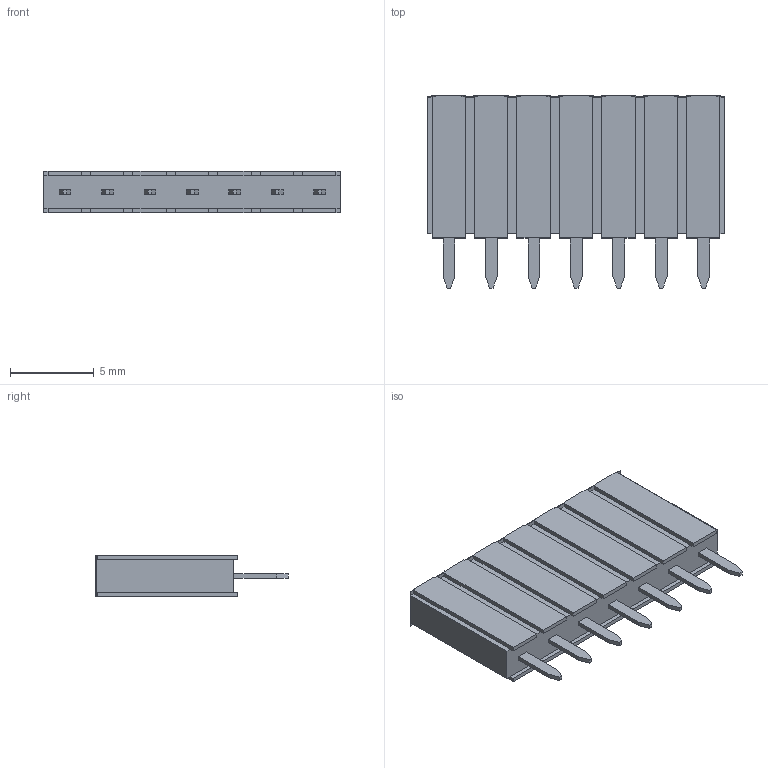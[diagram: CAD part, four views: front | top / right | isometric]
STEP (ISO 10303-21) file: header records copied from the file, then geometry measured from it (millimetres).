
FILE_DESCRIPTION(/* description */ (''),/* implementation_level */ '2;1');
FILE_NAME(/* name */ 'FHU-1x7.step',/* time_stamp */ '2022-02-09T09:36:46+09:00',/* author */ (''),/* organization */ (''),/* preprocessor_version */ 'ST-DEVELOPER v18.1',/* originating_system */ 'Autodesk Translation Framework v10.13.0.1454',/* authorisation */ '');
FILE_SCHEMA (('AUTOMOTIVE_DESIGN { 1 0 10303 214 3 1 1 }'));
Length unit declared in the file: millimetre
Products named in the file (1): FHUシリーズ
Bounding box: 17.78 x 11.5 x 2.5 mm (x, y, z)
Volume: 305.9 mm3; surface area: 724.6 mm2
Topology: 8 solids, 8 shells, 255 faces, 640 edges, 408 vertices
Faces by surface type: plane 255
Entity records: 7426 total; most frequent: CARTESIAN_POINT 1304, ORIENTED_EDGE 1280, DIRECTION 1152, LINE 640, VECTOR 640, EDGE_CURVE 640, VERTEX_POINT 408, EDGE_LOOP 262
